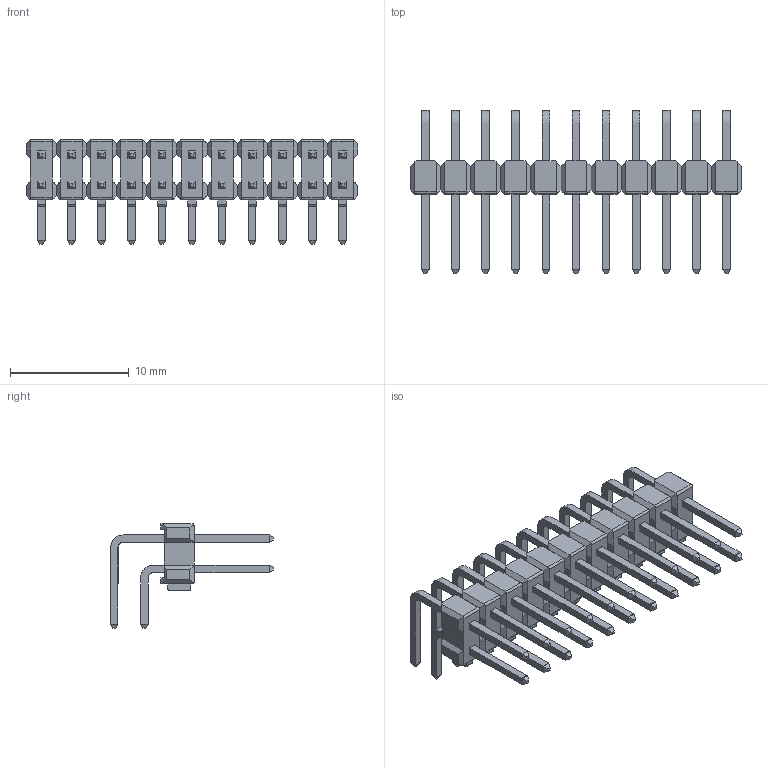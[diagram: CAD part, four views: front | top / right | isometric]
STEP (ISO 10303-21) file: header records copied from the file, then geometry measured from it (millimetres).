
FILE_DESCRIPTION(/* description */ (''),/* implementation_level */ '2;1');
FILE_NAME(/* name */ 'PI4611~1',/* time_stamp */ '2014-06-22T10:13:07+02:00',/* author */ (''),/* organization */ (''),/* preprocessor_version */ 'ST-DEVELOPER v14',/* originating_system */ '',/* authorisation */ '');
FILE_SCHEMA (('AUTOMOTIVE_DESIGN'));
Length unit declared in the file: millimetre
Products named in the file (1): Document
Bounding box: 27.94 x 13.74 x 8.83 mm (x, y, z)
Volume: 466.8 mm3; surface area: 1873 mm2
Topology: 33 solids, 33 shells, 880 faces, 2196 edges, 1395 vertices
Faces by surface type: plane 737, bspline 143
Entity records: 50498 total; most frequent: CARTESIAN_POINT 20155, B_SPLINE_CURVE_WITH_KNOTS 6002, ORIENTED_EDGE 4378, PCURVE 4378, DEFINITIONAL_REPRESENTATION 4378, SURFACE_CURVE 2189, EDGE_CURVE 2189, VERTEX_POINT 1386
